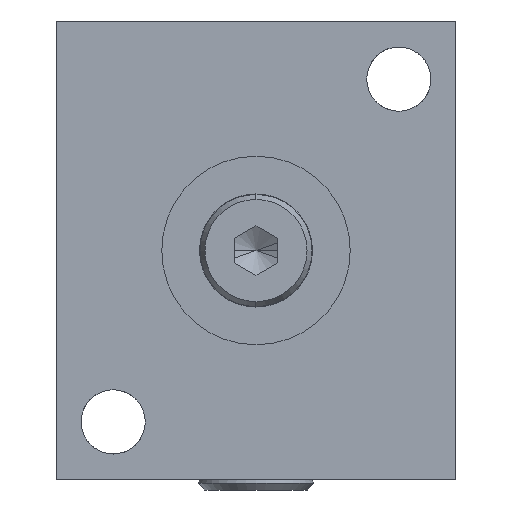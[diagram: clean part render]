
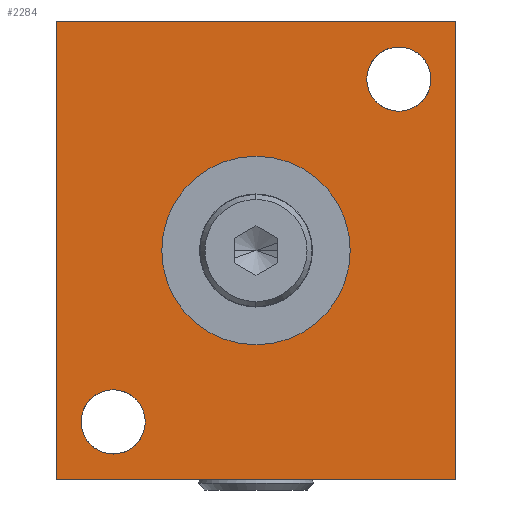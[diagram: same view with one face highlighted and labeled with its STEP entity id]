
A CAD part, left-side view. The second image highlights one B-rep face of the part: STEP entity #2284.
In plain terms, the highlighted planar face has unit normal (-1, 0, 0).
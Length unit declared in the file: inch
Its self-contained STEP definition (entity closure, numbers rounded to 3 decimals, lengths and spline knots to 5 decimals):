
#318=DIRECTION('',(0.,0.,-1.));
#319=VECTOR('',#318,2.);
#320=CARTESIAN_POINT('',(-3.875,0.875,1.));
#321=LINE('',#320,#319);
#322=DIRECTION('',(0.,1.,0.));
#323=VECTOR('',#322,1.75);
#324=CARTESIAN_POINT('',(-3.875,-0.875,1.));
#325=LINE('',#324,#323);
#326=DIRECTION('',(0.,0.,1.));
#327=VECTOR('',#326,2.);
#328=CARTESIAN_POINT('',(-3.875,-0.875,-1.));
#329=LINE('',#328,#327);
#330=DIRECTION('',(0.,-1.,0.));
#331=VECTOR('',#330,1.75);
#332=CARTESIAN_POINT('',(-3.875,0.875,-1.));
#333=LINE('',#332,#331);
#334=CARTESIAN_POINT('',(-3.875,0.,0.));
#335=DIRECTION('',(-1.,0.,0.));
#336=DIRECTION('',(0.,1.,0.));
#337=AXIS2_PLACEMENT_3D('',#334,#335,#336);
#339=CARTESIAN_POINT('',(-3.875,0.,0.));
#340=DIRECTION('',(-1.,0.,0.));
#341=DIRECTION('',(0.,-1.,0.));
#342=AXIS2_PLACEMENT_3D('',#339,#340,#341);
#344=CARTESIAN_POINT('',(-3.875,-0.625,0.75));
#345=DIRECTION('',(-1.,0.,0.));
#346=DIRECTION('',(0.,-1.,0.));
#347=AXIS2_PLACEMENT_3D('',#344,#345,#346);
#349=CARTESIAN_POINT('',(-3.875,-0.625,0.75));
#350=DIRECTION('',(-1.,0.,0.));
#351=DIRECTION('',(0.,1.,0.));
#352=AXIS2_PLACEMENT_3D('',#349,#350,#351);
#354=CARTESIAN_POINT('',(-3.875,0.625,-0.75));
#355=DIRECTION('',(-1.,0.,0.));
#356=DIRECTION('',(0.,-1.,0.));
#357=AXIS2_PLACEMENT_3D('',#354,#355,#356);
#359=CARTESIAN_POINT('',(-3.875,0.625,-0.75));
#360=DIRECTION('',(-1.,0.,0.));
#361=DIRECTION('',(0.,1.,0.));
#362=AXIS2_PLACEMENT_3D('',#359,#360,#361);
#1529=CARTESIAN_POINT('',(-3.875,0.875,1.));
#1530=CARTESIAN_POINT('',(-3.875,0.875,-1.));
#1531=VERTEX_POINT('',#1529);
#1532=VERTEX_POINT('',#1530);
#1533=CARTESIAN_POINT('',(-3.875,-0.875,-1.));
#1534=VERTEX_POINT('',#1533);
#1535=CARTESIAN_POINT('',(-3.875,-0.875,1.));
#1536=VERTEX_POINT('',#1535);
#1607=CARTESIAN_POINT('',(-3.875,0.4125,0.));
#1608=CARTESIAN_POINT('',(-3.875,-0.4125,0.));
#1609=VERTEX_POINT('',#1607);
#1610=VERTEX_POINT('',#1608);
#1615=CARTESIAN_POINT('',(-3.875,-0.7655,0.75));
#1616=CARTESIAN_POINT('',(-3.875,-0.4845,0.75));
#1617=VERTEX_POINT('',#1615);
#1618=VERTEX_POINT('',#1616);
#1631=CARTESIAN_POINT('',(-3.875,0.4845,-0.75));
#1632=CARTESIAN_POINT('',(-3.875,0.7655,-0.75));
#1633=VERTEX_POINT('',#1631);
#1634=VERTEX_POINT('',#1632);
#2252=CARTESIAN_POINT('',(-3.875,0.,0.));
#2253=DIRECTION('',(-1.,0.,0.));
#2254=DIRECTION('',(0.,0.,1.));
#2255=AXIS2_PLACEMENT_3D('',#2252,#2253,#2254);
#2256=PLANE('',#2255);
#2258=ORIENTED_EDGE('',*,*,#2257,.F.);
#2260=ORIENTED_EDGE('',*,*,#2259,.F.);
#2262=ORIENTED_EDGE('',*,*,#2261,.F.);
#2264=ORIENTED_EDGE('',*,*,#2263,.F.);
#2265=EDGE_LOOP('',(#2258,#2260,#2262,#2264));
#2266=FACE_OUTER_BOUND('',#2265,.F.);
#2267=ORIENTED_EDGE('',*,*,#2242,.T.);
#2269=ORIENTED_EDGE('',*,*,#2268,.T.);
#2270=EDGE_LOOP('',(#2267,#2269));
#2271=FACE_BOUND('',#2270,.F.);
#2273=ORIENTED_EDGE('',*,*,#2272,.T.);
#2275=ORIENTED_EDGE('',*,*,#2274,.T.);
#2276=EDGE_LOOP('',(#2273,#2275));
#2277=FACE_BOUND('',#2276,.F.);
#2279=ORIENTED_EDGE('',*,*,#2278,.T.);
#2281=ORIENTED_EDGE('',*,*,#2280,.T.);
#2282=EDGE_LOOP('',(#2279,#2281));
#2283=FACE_BOUND('',#2282,.F.);
#338=CIRCLE('',#337,0.4125);
#343=CIRCLE('',#342,0.4125);
#348=CIRCLE('',#347,0.1405);
#353=CIRCLE('',#352,0.1405);
#358=CIRCLE('',#357,0.1405);
#363=CIRCLE('',#362,0.1405);
#2242=EDGE_CURVE('',#1609,#1610,#338,.T.);
#2257=EDGE_CURVE('',#1531,#1532,#321,.T.);
#2259=EDGE_CURVE('',#1536,#1531,#325,.T.);
#2261=EDGE_CURVE('',#1534,#1536,#329,.T.);
#2263=EDGE_CURVE('',#1532,#1534,#333,.T.);
#2268=EDGE_CURVE('',#1610,#1609,#343,.T.);
#2272=EDGE_CURVE('',#1617,#1618,#348,.T.);
#2274=EDGE_CURVE('',#1618,#1617,#353,.T.);
#2278=EDGE_CURVE('',#1633,#1634,#358,.T.);
#2280=EDGE_CURVE('',#1634,#1633,#363,.T.);
#2284=ADVANCED_FACE('',(#2266,#2271,#2277,#2283),#2256,.T.);
